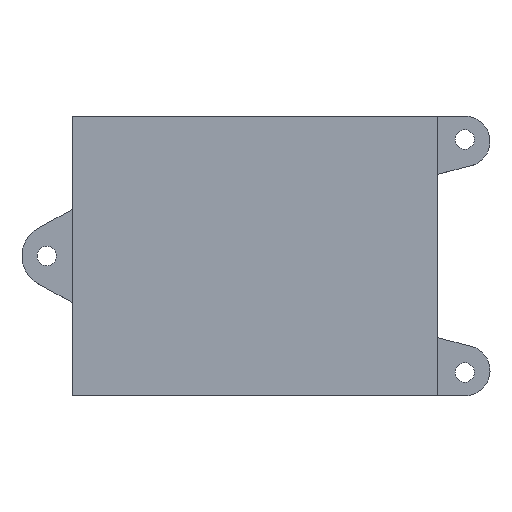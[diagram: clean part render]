
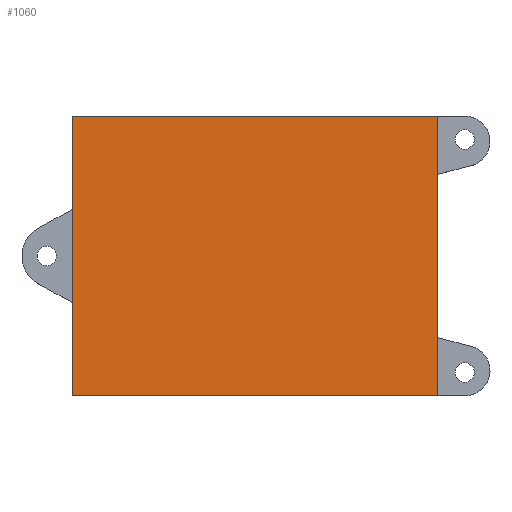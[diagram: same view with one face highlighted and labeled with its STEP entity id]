
A CAD part, top view. The second image highlights one B-rep face of the part: STEP entity #1060.
In plain terms, the highlighted planar face has unit normal (0, 0, 1).
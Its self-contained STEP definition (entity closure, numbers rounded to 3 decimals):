
#108=FACE_OUTER_BOUND('',#187,.T.);
#187=EDGE_LOOP('',(#874,#875,#876,#877));
#292=LINE('',#1602,#385);
#300=LINE('',#1619,#393);
#327=LINE('',#1739,#420);
#332=LINE('',#1747,#425);
#385=VECTOR('',#1270,10.);
#393=VECTOR('',#1286,10.);
#420=VECTOR('',#1437,10.);
#425=VECTOR('',#1444,10.);
#475=VERTEX_POINT('',#1599);
#476=VERTEX_POINT('',#1601);
#481=VERTEX_POINT('',#1617);
#512=VERTEX_POINT('',#1737);
#574=EDGE_CURVE('',#476,#475,#292,.T.);
#583=EDGE_CURVE('',#475,#481,#300,.T.);
#637=EDGE_CURVE('',#481,#512,#327,.T.);
#642=EDGE_CURVE('',#512,#476,#332,.T.);
#874=ORIENTED_EDGE('',*,*,#583,.T.);
#875=ORIENTED_EDGE('',*,*,#637,.T.);
#876=ORIENTED_EDGE('',*,*,#642,.T.);
#877=ORIENTED_EDGE('',*,*,#574,.T.);
#962=PLANE('',#1172);
#1060=ADVANCED_FACE('',(#108),#962,.T.);
#1172=AXIS2_PLACEMENT_3D('',#1754,#1453,#1454);
#1270=DIRECTION('',(0.,1.,0.));
#1286=DIRECTION('',(-1.,0.,0.));
#1437=DIRECTION('',(0.,-1.,0.));
#1444=DIRECTION('',(1.,0.,0.));
#1453=DIRECTION('center_axis',(0.,0.,
1.));
#1454=DIRECTION('ref_axis',(0.,-1.,0.));
#1599=CARTESIAN_POINT('',(47.25,36.5,28.1));
#1601=CARTESIAN_POINT('',(47.25,-35.5,28.1));
#1602=CARTESIAN_POINT('',(47.25,-11.25,28.1));
#1617=CARTESIAN_POINT('',(-46.75,36.5,28.1));
#1619=CARTESIAN_POINT('',(47.25,36.5,28.1));
#1737=CARTESIAN_POINT('',(-46.75,-35.5,28.1));
#1739=CARTESIAN_POINT('',(-46.75,36.5,28.1));
#1747=CARTESIAN_POINT('',(5.25,-35.5,28.1));
#1754=CARTESIAN_POINT('Origin',(5.25,-6.5,28.1));
